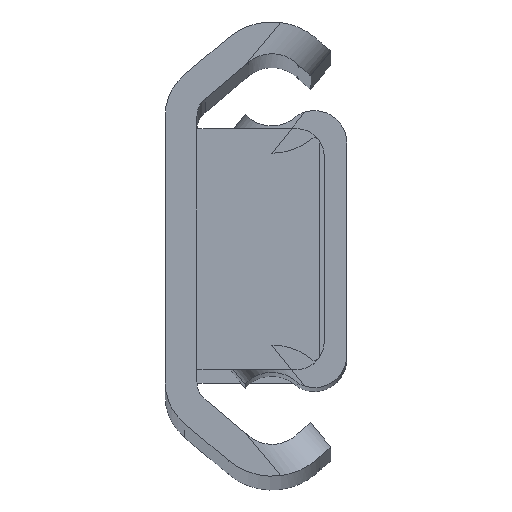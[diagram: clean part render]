
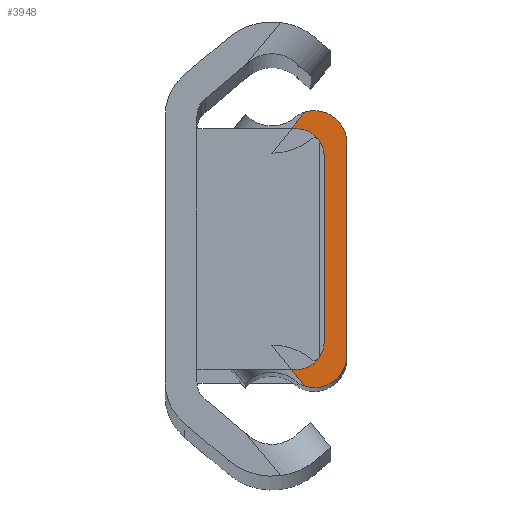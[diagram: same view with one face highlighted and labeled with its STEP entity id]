
A CAD part, top view. The second image highlights one B-rep face of the part: STEP entity #3948.
In plain terms, the highlighted planar face has unit normal (0, 0, 1).
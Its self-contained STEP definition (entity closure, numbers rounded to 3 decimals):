
#50 = VERTEX_POINT ( 'NONE', #4818 ) ;
#138 = EDGE_CURVE ( 'NONE', #2805, #2394, #5316, .T. ) ;
#177 = DIRECTION ( 'NONE',  ( 1., 0., 0. ) ) ;
#193 = VECTOR ( 'NONE', #358, 1000. ) ;
#267 = DIRECTION ( 'NONE',  ( 1., 0., 0. ) ) ;
#285 = EDGE_CURVE ( 'NONE', #2429, #2658, #4212, .T. ) ;
#336 = EDGE_CURVE ( 'NONE', #5531, #2235, #445, .T. ) ;
#337 = ORIENTED_EDGE ( 'NONE', *, *, #5479, .T. ) ;
#358 = DIRECTION ( 'NONE',  ( -0.628, -0.779, 0. ) ) ;
#399 = CARTESIAN_POINT ( 'NONE',  ( -1.431, -4.669, 0. ) ) ;
#445 = CIRCLE ( 'NONE', #2639, 2.788 ) ;
#538 = ORIENTED_EDGE ( 'NONE', *, *, #2728, .T. ) ;
#596 = VERTEX_POINT ( 'NONE', #2570 ) ;
#600 = EDGE_CURVE ( 'NONE', #50, #5531, #3097, .T. ) ;
#645 = CARTESIAN_POINT ( 'NONE',  ( -1.49, -4.892, 0. ) ) ;
#676 = CARTESIAN_POINT ( 'NONE',  ( -1.431, -4.669, 0. ) ) ;
#702 = ORIENTED_EDGE ( 'NONE', *, *, #4906, .T. ) ;
#747 = VECTOR ( 'NONE', #5662, 1000. ) ;
#769 = AXIS2_PLACEMENT_3D ( 'NONE', #676, #3741, #267 ) ;
#792 = LINE ( 'NONE', #3419, #1657 ) ;
#905 = AXIS2_PLACEMENT_3D ( 'NONE', #399, #2148, #5653 ) ;
#1155 = DIRECTION ( 'NONE',  ( 0., 0., 1. ) ) ;
#1208 = ORIENTED_EDGE ( 'NONE', *, *, #2133, .T. ) ;
#1322 = VERTEX_POINT ( 'NONE', #1621 ) ;
#1442 = DIRECTION ( 'NONE',  ( 0., 0., 1. ) ) ;
#1621 = CARTESIAN_POINT ( 'NONE',  ( -1.2, 4.669, 0. ) ) ;
#1653 = CARTESIAN_POINT ( 'NONE',  ( -1.838, -6.041, 0. ) ) ;
#1657 = VECTOR ( 'NONE', #4287, 1000. ) ;
#1843 = DIRECTION ( 'NONE',  ( 1., 0., 0. ) ) ;
#2117 = VECTOR ( 'NONE', #3689, 1000. ) ;
#2133 = EDGE_CURVE ( 'NONE', #2658, #2805, #4743, .T. ) ;
#2148 = DIRECTION ( 'NONE',  ( 0., 0., -1. ) ) ;
#2164 = EDGE_CURVE ( 'NONE', #2235, #5043, #792, .T. ) ;
#2182 = CARTESIAN_POINT ( 'NONE',  ( 0., 0., 0. ) ) ;
#2235 = VERTEX_POINT ( 'NONE', #5153 ) ;
#2341 = CARTESIAN_POINT ( 'NONE',  ( -1.431, -4.669, 0. ) ) ;
#2393 = EDGE_CURVE ( 'NONE', #596, #2429, #3125, .T. ) ;
#2394 = VERTEX_POINT ( 'NONE', #4885 ) ;
#2429 = VERTEX_POINT ( 'NONE', #2696 ) ;
#2570 = CARTESIAN_POINT ( 'NONE',  ( 0., -4.669, 0. ) ) ;
#2639 = AXIS2_PLACEMENT_3D ( 'NONE', #3709, #1155, #4548 ) ;
#2658 = VERTEX_POINT ( 'NONE', #2680 ) ;
#2669 = CIRCLE ( 'NONE', #4785, 0.231 ) ;
#2680 = CARTESIAN_POINT ( 'NONE',  ( -1.838, 6.041, 0. ) ) ;
#2696 = CARTESIAN_POINT ( 'NONE',  ( 0., 4.669, 0. ) ) ;
#2728 = EDGE_CURVE ( 'NONE', #1322, #50, #2815, .T. ) ;
#2794 = DIRECTION ( 'NONE',  ( 0., 0., -1. ) ) ;
#2797 = ORIENTED_EDGE ( 'NONE', *, *, #336, .T. ) ;
#2805 = VERTEX_POINT ( 'NONE', #3248 ) ;
#2815 = LINE ( 'NONE', #4981, #2117 ) ;
#2830 = AXIS2_PLACEMENT_3D ( 'NONE', #4940, #1442, #1843 ) ;
#2835 = DIRECTION ( 'NONE',  ( 0., 0., 1. ) ) ;
#3097 = CIRCLE ( 'NONE', #905, 0.231 ) ;
#3117 = ORIENTED_EDGE ( 'NONE', *, *, #138, .T. ) ;
#3125 = LINE ( 'NONE', #2182, #747 ) ;
#3248 = CARTESIAN_POINT ( 'NONE',  ( -3.302, 4.225, 0. ) ) ;
#3419 = CARTESIAN_POINT ( 'NONE',  ( -2.348, -5.408, 0. ) ) ;
#3560 = FACE_OUTER_BOUND ( 'NONE', #5337, .T. ) ;
#3689 = DIRECTION ( 'NONE',  ( 0., -1., 0. ) ) ;
#3709 = CARTESIAN_POINT ( 'NONE',  ( -3.3, -7.012, 0. ) ) ;
#3741 = DIRECTION ( 'NONE',  ( 0., 0., 1. ) ) ;
#3846 = ORIENTED_EDGE ( 'NONE', *, *, #600, .T. ) ;
#3948 = ADVANCED_FACE ( 'NONE', ( #3560 ), #4023, .T. ) ;
#4023 = PLANE ( 'NONE',  #5535 ) ;
#4123 = AXIS2_PLACEMENT_3D ( 'NONE', #4163, #2835, #177 ) ;
#4163 = CARTESIAN_POINT ( 'NONE',  ( -1.431, 4.669, 0. ) ) ;
#4196 = ORIENTED_EDGE ( 'NONE', *, *, #2393, .T. ) ;
#4212 = CIRCLE ( 'NONE', #4123, 1.431 ) ;
#4287 = DIRECTION ( 'NONE',  ( 0.628, -0.779, 0. ) ) ;
#4357 = ORIENTED_EDGE ( 'NONE', *, *, #2164, .T. ) ;
#4450 = ORIENTED_EDGE ( 'NONE', *, *, #285, .T. ) ;
#4529 = DIRECTION ( 'NONE',  ( 1., 0., 0. ) ) ;
#4548 = DIRECTION ( 'NONE',  ( 1., 0., 0. ) ) ;
#4720 = CARTESIAN_POINT ( 'NONE',  ( -6.911, -0.251, 0. ) ) ;
#4743 = LINE ( 'NONE', #4720, #193 ) ;
#4785 = AXIS2_PLACEMENT_3D ( 'NONE', #4987, #2794, #5011 ) ;
#4818 = CARTESIAN_POINT ( 'NONE',  ( -1.2, -4.669, 0. ) ) ;
#4855 = DIRECTION ( 'NONE',  ( 0., 0., 1. ) ) ;
#4885 = CARTESIAN_POINT ( 'NONE',  ( -1.49, 4.892, 0. ) ) ;
#4906 = EDGE_CURVE ( 'NONE', #2394, #1322, #2669, .T. ) ;
#4940 = CARTESIAN_POINT ( 'NONE',  ( -3.3, 7.012, 0. ) ) ;
#4981 = CARTESIAN_POINT ( 'NONE',  ( -1.2, 0., 0. ) ) ;
#4987 = CARTESIAN_POINT ( 'NONE',  ( -1.431, 4.669, 0. ) ) ;
#5011 = DIRECTION ( 'NONE',  ( 1., 0., 0. ) ) ;
#5043 = VERTEX_POINT ( 'NONE', #1653 ) ;
#5153 = CARTESIAN_POINT ( 'NONE',  ( -3.302, -4.225, 0. ) ) ;
#5316 = CIRCLE ( 'NONE', #2830, 2.787 ) ;
#5337 = EDGE_LOOP ( 'NONE', ( #4450, #1208, #3117, #702, #538, #3846, #2797, #4357, #337, #4196 ) ) ;
#5447 = CIRCLE ( 'NONE', #769, 1.431 ) ;
#5479 = EDGE_CURVE ( 'NONE', #5043, #596, #5447, .T. ) ;
#5531 = VERTEX_POINT ( 'NONE', #645 ) ;
#5535 = AXIS2_PLACEMENT_3D ( 'NONE', #2341, #4855, #4529 ) ;
#5653 = DIRECTION ( 'NONE',  ( 1., 0., 0. ) ) ;
#5662 = DIRECTION ( 'NONE',  ( 0., 1., 0. ) ) ;
